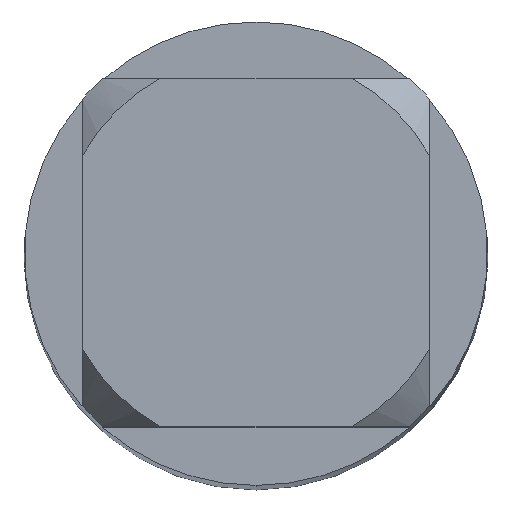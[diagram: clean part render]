
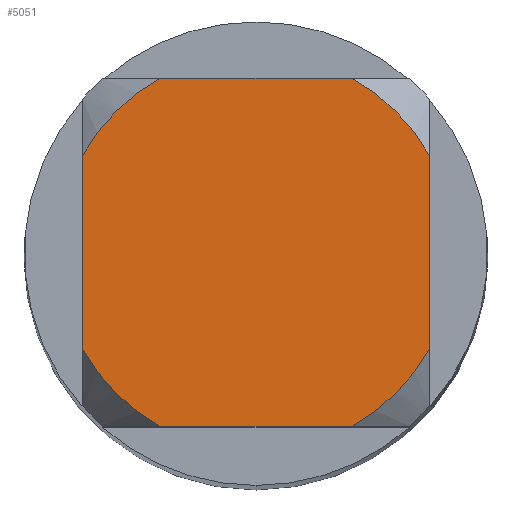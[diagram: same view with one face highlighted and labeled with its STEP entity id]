
A CAD part, top view. The second image highlights one B-rep face of the part: STEP entity #5051.
In plain terms, the highlighted planar face has unit normal (0, 0, 1).
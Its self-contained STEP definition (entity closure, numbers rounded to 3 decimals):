
#4707=VERTEX_POINT('',#12845);
#4741=VERTEX_POINT('',#12883);
#4971=VERTEX_POINT('',#13130);
#5051=ADVANCED_FACE('',(#13218),#13219,.T.);
#6973=EDGE_CURVE('',#7169,#4707,#15304,.T.);
#7009=EDGE_CURVE('',#10649,#4741,#15344,.T.);
#7169=VERTEX_POINT('',#15515);
#7183=VERTEX_POINT('',#15531);
#7577=EDGE_CURVE('',#4971,#7183,#15958,.T.);
#8101=EDGE_CURVE('',#7169,#8277,#16518,.T.);
#8277=VERTEX_POINT('',#16709);
#8707=EDGE_CURVE('',#11905,#4741,#17175,.T.);
#10377=EDGE_CURVE('',#4971,#4707,#18991,.T.);
#10649=VERTEX_POINT('',#19289);
#11063=EDGE_CURVE('',#10649,#8277,#19741,.T.);
#11171=EDGE_CURVE('',#11905,#7183,#19863,.T.);
#11905=VERTEX_POINT('',#20672);
#12845=CARTESIAN_POINT('',(1.05,0.581,0.0));
#12883=CARTESIAN_POINT('',(-1.05,-0.581,0.0));
#13130=CARTESIAN_POINT('',(0.581,1.05,0.0));
#13218=FACE_OUTER_BOUND('',#26482,.T.);
#13219=PLANE('',#26483);
#15304=LINE('',#36549,#36550);
#15344=CIRCLE('',#36646,1.2);
#15515=CARTESIAN_POINT('',(1.05,-0.581,0.0));
#15531=CARTESIAN_POINT('',(-0.581,1.05,0.0));
#15958=LINE('',#40002,#40003);
#16518=CIRCLE('',#42116,1.2);
#16709=CARTESIAN_POINT('',(0.581,-1.05,0.0));
#17175=LINE('',#47653,#47654);
#18991=CIRCLE('',#61003,1.2);
#19289=CARTESIAN_POINT('',(-0.581,-1.05,0.0));
#19741=LINE('',#64034,#64035);
#19863=CIRCLE('',#65415,1.2);
#20672=CARTESIAN_POINT('',(-1.05,0.581,0.0));
#26482=EDGE_LOOP('',(#75408,#75409,#75410,#75411,#75412,#75413,#75414,#75415));
#26483=AXIS2_PLACEMENT_3D('',#75416,#75417,#75418);
#36549=CARTESIAN_POINT('',(1.05,0.3,0.0));
#36550=VECTOR('',#77314,1.0);
#36646=AXIS2_PLACEMENT_3D('',#77353,#77354,#77355);
#40002=CARTESIAN_POINT('',(0.0,1.05,0.0));
#40003=VECTOR('',#77923,1.0);
#42116=AXIS2_PLACEMENT_3D('',#78409,#78410,#78411);
#47653=CARTESIAN_POINT('',(-1.05,0.3,0.0));
#47654=VECTOR('',#78975,1.0);
#61003=AXIS2_PLACEMENT_3D('',#81147,#81148,#81149);
#64034=CARTESIAN_POINT('',(0.0,-1.05,0.0));
#64035=VECTOR('',#81888,1.0);
#65415=AXIS2_PLACEMENT_3D('',#82019,#82020,#82021);
#75408=ORIENTED_EDGE('',*,*,#8707,.T.);
#75409=ORIENTED_EDGE('',*,*,#7009,.F.);
#75410=ORIENTED_EDGE('',*,*,#11063,.T.);
#75411=ORIENTED_EDGE('',*,*,#8101,.F.);
#75412=ORIENTED_EDGE('',*,*,#6973,.T.);
#75413=ORIENTED_EDGE('',*,*,#10377,.F.);
#75414=ORIENTED_EDGE('',*,*,#7577,.T.);
#75415=ORIENTED_EDGE('',*,*,#11171,.F.);
#75416=CARTESIAN_POINT('',(0.0,0.6,0.0));
#75417=DIRECTION('',(-0.0,0.0,1.0));
#75418=DIRECTION('',(0.0,-1.0,0.0));
#77314=DIRECTION('',(-0.0,1.0,0.0));
#77353=CARTESIAN_POINT('',(0.0,0.0,0.0));
#77354=DIRECTION('',(0.0,0.0,-1.0));
#77355=DIRECTION('',(0.0,1.0,0.0));
#77923=DIRECTION('',(-1.0,0.0,0.0));
#78409=CARTESIAN_POINT('',(0.0,0.0,0.0));
#78410=DIRECTION('',(0.0,0.0,-1.0));
#78411=DIRECTION('',(0.0,1.0,0.0));
#78975=DIRECTION('',(-0.0,-1.0,0.0));
#81147=CARTESIAN_POINT('',(0.0,0.0,0.0));
#81148=DIRECTION('',(0.0,0.0,-1.0));
#81149=DIRECTION('',(0.0,1.0,0.0));
#81888=DIRECTION('',(1.0,0.0,0.0));
#82019=CARTESIAN_POINT('',(0.0,0.0,0.0));
#82020=DIRECTION('',(0.0,0.0,-1.0));
#82021=DIRECTION('',(0.0,1.0,0.0));
